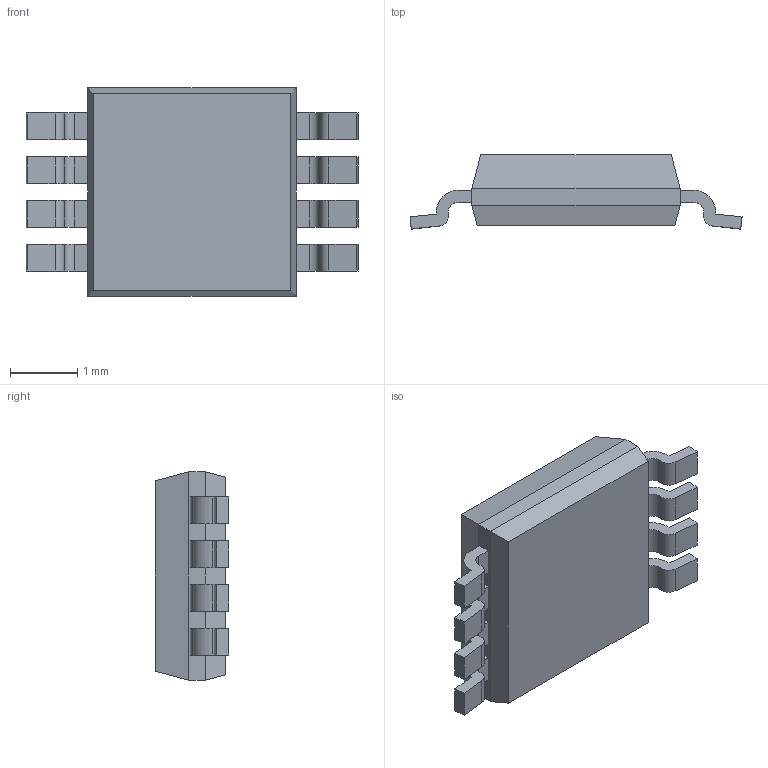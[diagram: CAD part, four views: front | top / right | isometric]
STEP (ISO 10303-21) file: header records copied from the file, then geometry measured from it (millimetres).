
FILE_DESCRIPTION (( 'STEP AP214' ), '1' );
FILE_NAME ('2BE466FA-82B4-4D3A-8FC8-8F86F0CA5F6B.STEP', '2022-12-05T10:26:05', ( '' ), ( '' ), 'SwSTEP 2.0', 'SolidWorks 2022', '' );
FILE_SCHEMA (( 'AUTOMOTIVE_DESIGN' ));
Length unit declared in the file: millimetre
Products named in the file (1): 2BE466FA-82B4-4D3A-8FC8-8F86F0CA5F6B
Bounding box: 4.94 x 1.1 x 3.1 mm (x, y, z)
Volume: 10.2 mm3; surface area: 40.2 mm2
Topology: 1 solids, 1 shells, 113 faces, 298 edges, 196 vertices
Faces by surface type: plane 87, cylinder 26
Entity records: 4737 total; most frequent: CARTESIAN_POINT 608, ORIENTED_EDGE 596, DIRECTION 578, EDGE_CURVE 298, LINE 246, VECTOR 246, VERTEX_POINT 196, AXIS2_PLACEMENT_3D 166
